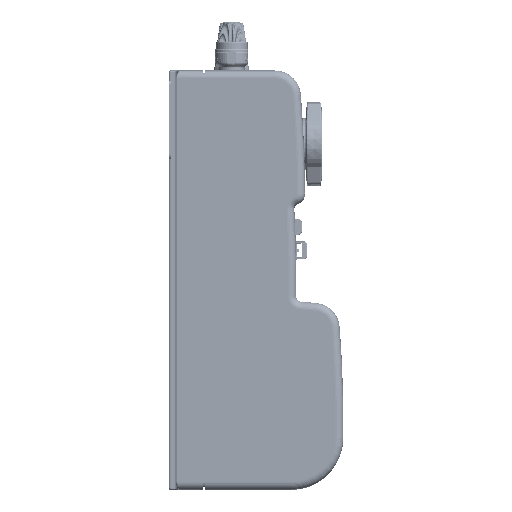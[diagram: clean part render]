
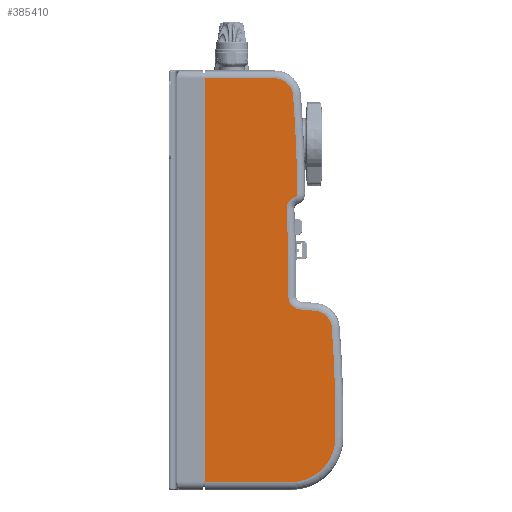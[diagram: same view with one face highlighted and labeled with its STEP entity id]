
A CAD part, front view. The second image highlights one B-rep face of the part: STEP entity #385410.
In plain terms, the highlighted planar face has unit normal (0, -1, 0).
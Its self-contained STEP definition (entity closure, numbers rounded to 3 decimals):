
#381088=CARTESIAN_POINT('Vertex',(35.,-50.,-165.)) ;
#381204=CARTESIAN_POINT('Vertex',(155.581,-50.,-45.241)) ;
#381211=CARTESIAN_POINT('Vertex',(139.655,-50.,-29.113)) ;
#381214=CARTESIAN_POINT('Axis2P3D Location',(138.13,-50.,-46.547)) ;
#381236=CARTESIAN_POINT('Vertex',(125.518,-50.,-27.876)) ;
#381239=CARTESIAN_POINT('Line Origine',(100.771,-50.,-25.711)) ;
#381261=CARTESIAN_POINT('Vertex',(114.108,-50.,-15.27)) ;
#381264=CARTESIAN_POINT('Axis2P3D Location',(126.607,-50.,-15.424)) ;
#381286=CARTESIAN_POINT('Vertex',(112.367,-50.,67.503)) ;
#381289=CARTESIAN_POINT('Axis2P3D Location',(-1128.298,-50.,0.)) ;
#381311=CARTESIAN_POINT('Vertex',(120.245,-50.,79.431)) ;
#381314=CARTESIAN_POINT('Axis2P3D Location',(124.349,-50.,68.154)) ;
#381336=CARTESIAN_POINT('Vertex',(120.85,-50.,79.651)) ;
#381339=CARTESIAN_POINT('Line Origine',(100.771,-50.,72.343)) ;
#381361=CARTESIAN_POINT('Vertex',(122.495,-50.,82.009)) ;
#381364=CARTESIAN_POINT('Axis2P3D Location',(119.995,-50.,82.)) ;
#381386=CARTESIAN_POINT('Vertex',(118.573,-50.,176.391)) ;
#381389=CARTESIAN_POINT('Axis2P3D Location',(-1119.997,-50.,77.644)) ;
#381411=CARTESIAN_POINT('Vertex',(101.128,-50.,192.5)) ;
#381414=CARTESIAN_POINT('Axis2P3D Location',(101.128,-50.,175.)) ;
#381436=CARTESIAN_POINT('Vertex',(158.98,-50.,-150.428)) ;
#381439=CARTESIAN_POINT('Axis2P3D Location',(-1083.457,-50.,-137.92)) ;
#381461=CARTESIAN_POINT('Vertex',(116.482,-50.,-192.5)) ;
#381464=CARTESIAN_POINT('Axis2P3D Location',(116.482,-50.,-150.)) ;
#381482=CARTESIAN_POINT('Line Origine',(100.771,-50.,-192.5)) ;
#381486=CARTESIAN_POINT('Vertex',(35.,-50.,-192.5)) ;
#381582=CARTESIAN_POINT('Line Origine',(35.,-50.,-178.75)) ;
#385363=CARTESIAN_POINT('Line Origine',(100.771,-50.,192.5)) ;
#385367=CARTESIAN_POINT('Vertex',(35.,-50.,192.5)) ;
#385383=CARTESIAN_POINT('Axis2P3D Location',(60.,-50.,-200.)) ;
#385388=CARTESIAN_POINT('Line Origine',(35.,-50.,13.75)) ;
#381241=VECTOR('Line Direction',#381240,1.) ;
#381341=VECTOR('Line Direction',#381340,1.) ;
#381484=VECTOR('Line Direction',#381483,1.) ;
#381584=VECTOR('Line Direction',#381583,1.) ;
#385365=VECTOR('Line Direction',#385364,1.) ;
#385390=VECTOR('Line Direction',#385389,1.) ;
#381215=DIRECTION('Axis2P3D Direction',(0.,1.,0.)) ;
#381240=DIRECTION('Vector Direction',(-0.996,0.,0.087)) ;
#381265=DIRECTION('Axis2P3D Direction',(0.,1.,0.)) ;
#381290=DIRECTION('Axis2P3D Direction',(0.,1.,0.)) ;
#381315=DIRECTION('Axis2P3D Direction',(0.,1.,0.)) ;
#381340=DIRECTION('Vector Direction',(-0.94,0.,-0.342)) ;
#381365=DIRECTION('Axis2P3D Direction',(0.,1.,0.)) ;
#381390=DIRECTION('Axis2P3D Direction',(0.,1.,0.)) ;
#381415=DIRECTION('Axis2P3D Direction',(0.,1.,0.)) ;
#381440=DIRECTION('Axis2P3D Direction',(0.,1.,0.)) ;
#381465=DIRECTION('Axis2P3D Direction',(0.,1.,0.)) ;
#381483=DIRECTION('Vector Direction',(1.,0.,0.)) ;
#381583=DIRECTION('Vector Direction',(0.,0.,1.)) ;
#385364=DIRECTION('Vector Direction',(1.,0.,0.)) ;
#385384=DIRECTION('Axis2P3D Direction',(0.,1.,0.)) ;
#385385=DIRECTION('Axis2P3D XDirection',(0.,0.,1.)) ;
#385389=DIRECTION('Vector Direction',(0.,0.,1.)) ;
#381216=AXIS2_PLACEMENT_3D('Circle Axis2P3D',#381214,#381215,$) ;
#381266=AXIS2_PLACEMENT_3D('Circle Axis2P3D',#381264,#381265,$) ;
#381291=AXIS2_PLACEMENT_3D('Circle Axis2P3D',#381289,#381290,$) ;
#381316=AXIS2_PLACEMENT_3D('Circle Axis2P3D',#381314,#381315,$) ;
#381366=AXIS2_PLACEMENT_3D('Circle Axis2P3D',#381364,#381365,$) ;
#381391=AXIS2_PLACEMENT_3D('Circle Axis2P3D',#381389,#381390,$) ;
#381416=AXIS2_PLACEMENT_3D('Circle Axis2P3D',#381414,#381415,$) ;
#381441=AXIS2_PLACEMENT_3D('Circle Axis2P3D',#381439,#381440,$) ;
#381466=AXIS2_PLACEMENT_3D('Circle Axis2P3D',#381464,#381465,$) ;
#385386=AXIS2_PLACEMENT_3D('Plane Axis2P3D',#385383,#385384,#385385) ;
#381242=LINE('Line',#381239,#381241) ;
#381342=LINE('Line',#381339,#381341) ;
#381485=LINE('Line',#381482,#381484) ;
#381585=LINE('Line',#381582,#381584) ;
#385366=LINE('Line',#385363,#385365) ;
#385391=LINE('Line',#385388,#385390) ;
#381217=CIRCLE('generated circle',#381216,17.5) ;
#381267=CIRCLE('generated circle',#381266,12.5) ;
#381292=CIRCLE('generated circle',#381291,1242.5) ;
#381317=CIRCLE('generated circle',#381316,12.) ;
#381367=CIRCLE('generated circle',#381366,2.5) ;
#381392=CIRCLE('generated circle',#381391,1242.5) ;
#381417=CIRCLE('generated circle',#381416,17.5) ;
#381442=CIRCLE('generated circle',#381441,1242.5) ;
#381467=CIRCLE('generated circle',#381466,42.5) ;
#385387=PLANE('',#385386) ;
#381218=EDGE_CURVE('',#381205,#381212,#381217,.F.) ;
#381243=EDGE_CURVE('',#381212,#381237,#381242,.T.) ;
#381268=EDGE_CURVE('',#381237,#381262,#381267,.T.) ;
#381293=EDGE_CURVE('',#381262,#381287,#381292,.F.) ;
#381318=EDGE_CURVE('',#381287,#381312,#381317,.T.) ;
#381343=EDGE_CURVE('',#381312,#381337,#381342,.F.) ;
#381368=EDGE_CURVE('',#381337,#381362,#381367,.F.) ;
#381393=EDGE_CURVE('',#381362,#381387,#381392,.F.) ;
#381418=EDGE_CURVE('',#381387,#381412,#381417,.F.) ;
#381443=EDGE_CURVE('',#381437,#381205,#381442,.F.) ;
#381468=EDGE_CURVE('',#381462,#381437,#381467,.F.) ;
#381488=EDGE_CURVE('',#381487,#381462,#381485,.T.) ;
#381586=EDGE_CURVE('',#381089,#381487,#381585,.F.) ;
#385369=EDGE_CURVE('',#381412,#385368,#385366,.F.) ;
#385392=EDGE_CURVE('',#385368,#381089,#385391,.F.) ;
#385394=ORIENTED_EDGE('',*,*,#381586,.T.) ;
#385395=ORIENTED_EDGE('',*,*,#381488,.T.) ;
#385396=ORIENTED_EDGE('',*,*,#381468,.T.) ;
#385397=ORIENTED_EDGE('',*,*,#381443,.T.) ;
#385398=ORIENTED_EDGE('',*,*,#381218,.T.) ;
#385399=ORIENTED_EDGE('',*,*,#381243,.T.) ;
#385400=ORIENTED_EDGE('',*,*,#381268,.T.) ;
#385401=ORIENTED_EDGE('',*,*,#381293,.T.) ;
#385402=ORIENTED_EDGE('',*,*,#381318,.T.) ;
#385403=ORIENTED_EDGE('',*,*,#381343,.T.) ;
#385404=ORIENTED_EDGE('',*,*,#381368,.T.) ;
#385405=ORIENTED_EDGE('',*,*,#381393,.T.) ;
#385406=ORIENTED_EDGE('',*,*,#381418,.T.) ;
#385407=ORIENTED_EDGE('',*,*,#385369,.T.) ;
#385408=ORIENTED_EDGE('',*,*,#385392,.T.) ;
#385393=EDGE_LOOP('',(#385394,#385395,#385396,#385397,#385398,#385399,#385400,#385401,#385402,#385403,#385404,#385405,#385406,#385407,#385408)) ;
#381089=VERTEX_POINT('',#381088) ;
#381205=VERTEX_POINT('',#381204) ;
#381212=VERTEX_POINT('',#381211) ;
#381237=VERTEX_POINT('',#381236) ;
#381262=VERTEX_POINT('',#381261) ;
#381287=VERTEX_POINT('',#381286) ;
#381312=VERTEX_POINT('',#381311) ;
#381337=VERTEX_POINT('',#381336) ;
#381362=VERTEX_POINT('',#381361) ;
#381387=VERTEX_POINT('',#381386) ;
#381412=VERTEX_POINT('',#381411) ;
#381437=VERTEX_POINT('',#381436) ;
#381462=VERTEX_POINT('',#381461) ;
#381487=VERTEX_POINT('',#381486) ;
#385368=VERTEX_POINT('',#385367) ;
#385410=ADVANCED_FACE('29753\\GUSCIO_SINGOLO.1\\PartBody',(#385409),#385387,.F.) ;
#385409=FACE_OUTER_BOUND('',#385393,.T.) ;
